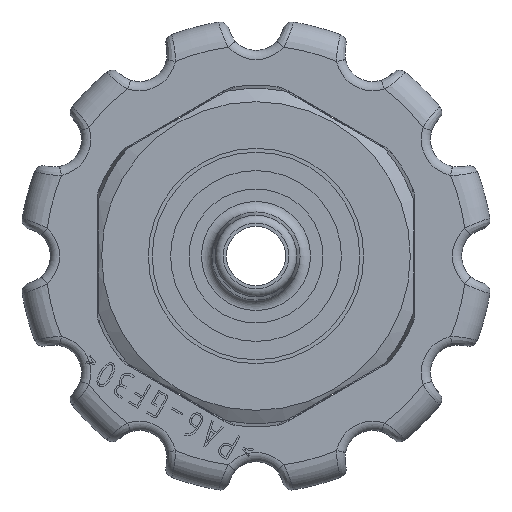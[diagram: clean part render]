
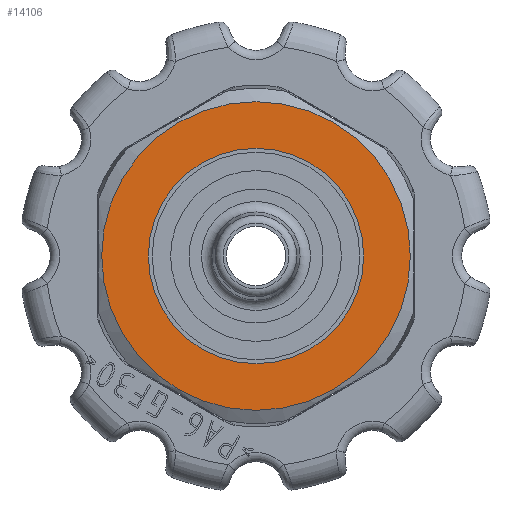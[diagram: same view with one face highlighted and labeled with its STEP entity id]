
A CAD part, front view. The second image highlights one B-rep face of the part: STEP entity #14106.
In plain terms, the highlighted planar face has unit normal (0, -1, 0).
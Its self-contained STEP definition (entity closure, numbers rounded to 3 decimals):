
#475=CIRCLE('',#14782,8.2);
#477=CIRCLE('',#14786,11.75);
#4667=ORIENTED_EDGE('',*,*,#6201,.T.);
#4668=ORIENTED_EDGE('',*,*,#6199,.F.);
#6199=EDGE_CURVE('',#7159,#7159,#475,.T.);
#6201=EDGE_CURVE('',#7161,#7161,#477,.T.);
#7159=VERTEX_POINT('',#25660);
#7161=VERTEX_POINT('',#25666);
#8365=EDGE_LOOP('',(#4667));
#8366=EDGE_LOOP('',(#4668));
#9084=FACE_BOUND('',#8365,.T.);
#9085=FACE_BOUND('',#8366,.T.);
#9318=PLANE('',#14785);
#14106=ADVANCED_FACE('',(#9084,#9085),#9318,.T.);
#14782=AXIS2_PLACEMENT_3D('',#25659,#16724,#16725);
#14785=AXIS2_PLACEMENT_3D('',#25664,#16730,#16731);
#14786=AXIS2_PLACEMENT_3D('',#25665,#16732,#16733);
#16724=DIRECTION('',(0.,-1.,0.));
#16725=DIRECTION('',(0.,0.,1.));
#16730=DIRECTION('',(0.,-1.,0.));
#16731=DIRECTION('',(0.,0.,1.));
#16732=DIRECTION('',(0.,-1.,0.));
#16733=DIRECTION('',(0.,0.,1.));
#25659=CARTESIAN_POINT('',(0.,-16.5,0.));
#25660=CARTESIAN_POINT('',(0.,-16.5,8.2));
#25664=CARTESIAN_POINT('',(0.,-16.5,8.2));
#25665=CARTESIAN_POINT('',(0.,-16.5,0.));
#25666=CARTESIAN_POINT('',(0.,-16.5,11.75));
